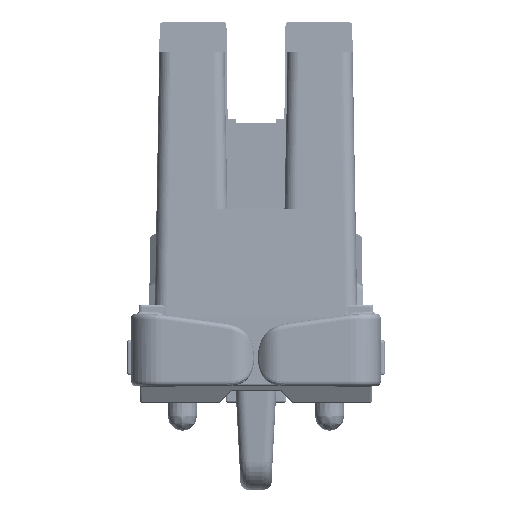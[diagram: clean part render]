
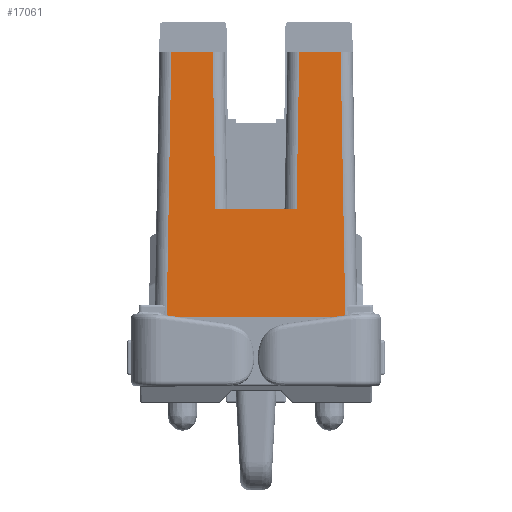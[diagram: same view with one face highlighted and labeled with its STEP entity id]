
A CAD part, left-side view. The second image highlights one B-rep face of the part: STEP entity #17061.
In plain terms, the highlighted planar face has unit normal (-1, 0, 0.028).
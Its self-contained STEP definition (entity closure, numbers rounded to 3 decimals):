
#17061=ADVANCED_FACE('',(#27931),#25267,.T.);
#25267=PLANE('',#137996);
#27931=FACE_OUTER_BOUND('',#36377,.T.);
#36377=EDGE_LOOP('',(#49465,#49466,#49467,#49468,#49469,#49470,#49471,#49472));
#49465=ORIENTED_EDGE('',*,*,#101499,.T.);
#49466=ORIENTED_EDGE('',*,*,#101571,.T.);
#49467=ORIENTED_EDGE('',*,*,#101572,.T.);
#49468=ORIENTED_EDGE('',*,*,#101573,.T.);
#49469=ORIENTED_EDGE('',*,*,#101487,.T.);
#49470=ORIENTED_EDGE('',*,*,#101574,.T.);
#49471=ORIENTED_EDGE('',*,*,#99132,.T.);
#49472=ORIENTED_EDGE('',*,*,#101575,.T.);
#87092=VERTEX_POINT('',#190154);
#87093=VERTEX_POINT('',#190156);
#89009=VERTEX_POINT('',#200543);
#89010=VERTEX_POINT('',#200545);
#89015=VERTEX_POINT('',#200564);
#89016=VERTEX_POINT('',#200566);
#89077=VERTEX_POINT('',#200707);
#89078=VERTEX_POINT('',#200709);
#99132=EDGE_CURVE('',#87093,#87092,#119408,.T.);
#101487=EDGE_CURVE('',#89010,#89009,#120579,.T.);
#101499=EDGE_CURVE('',#89016,#89015,#120585,.T.);
#101571=EDGE_CURVE('',#89015,#89077,#120656,.T.);
#101572=EDGE_CURVE('',#89077,#89078,#120657,.T.);
#101573=EDGE_CURVE('',#89078,#89010,#120658,.T.);
#101574=EDGE_CURVE('',#89009,#87093,#120659,.T.);
#101575=EDGE_CURVE('',#87092,#89016,#120660,.T.);
#119408=LINE('',#190155,#128165);
#120579=LINE('',#200544,#129336);
#120585=LINE('',#200565,#129342);
#120656=LINE('',#200706,#129413);
#120657=LINE('',#200708,#129414);
#120658=LINE('',#200710,#129415);
#120659=LINE('',#200711,#129416);
#120660=LINE('',#200712,#129417);
#128165=VECTOR('',#151767,1.);
#129336=VECTOR('',#155300,1.);
#129342=VECTOR('',#155324,1.);
#129413=VECTOR('',#155413,1.);
#129414=VECTOR('',#155414,1.);
#129415=VECTOR('',#155415,1.);
#129416=VECTOR('',#155416,1.);
#129417=VECTOR('',#155417,1.);
#137996=AXIS2_PLACEMENT_3D('',#200713,#155418,#155419);
#151767=DIRECTION('',(0.,-1.,0.));
#155300=DIRECTION('',(0.,1.,0.));
#155324=DIRECTION('',(0.,1.,0.));
#155413=DIRECTION('',(-0.028,0.017,-0.999));
#155414=DIRECTION('',(0.,1.,0.));
#155415=DIRECTION('',(0.028,0.017,0.999));
#155416=DIRECTION('',(-0.028,0.017,-0.999));
#155417=DIRECTION('',(0.028,0.017,0.999));
#155418=DIRECTION('',(-1.,0.,0.028));
#155419=DIRECTION('',(-0.028,0.,-1.));
#190154=CARTESIAN_POINT('',(-0.028,0.982,-1.));
#190155=CARTESIAN_POINT('',(-0.028,8.375,-1.));
#190156=CARTESIAN_POINT('',(-0.028,15.768,-1.));
#200543=CARTESIAN_POINT('',(0.585,15.385,20.95));
#200544=CARTESIAN_POINT('',(0.585,0.,20.95));
#200545=CARTESIAN_POINT('',(0.585,11.961,20.95));
#200564=CARTESIAN_POINT('',(0.585,4.789,20.95));
#200565=CARTESIAN_POINT('',(0.585,0.,20.95));
#200566=CARTESIAN_POINT('',(0.585,1.365,20.95));
#200706=CARTESIAN_POINT('',(-0.002,5.155,-0.056));
#200707=CARTESIAN_POINT('',(0.221,5.016,7.9));
#200708=CARTESIAN_POINT('',(0.221,8.375,7.9));
#200709=CARTESIAN_POINT('',(0.221,11.734,7.9));
#200710=CARTESIAN_POINT('',(-0.002,11.595,-0.056));
#200711=CARTESIAN_POINT('',(0.004,15.748,0.129));
#200712=CARTESIAN_POINT('',(0.004,1.002,0.129));
#200713=CARTESIAN_POINT('',(0.,8.375,0.));
